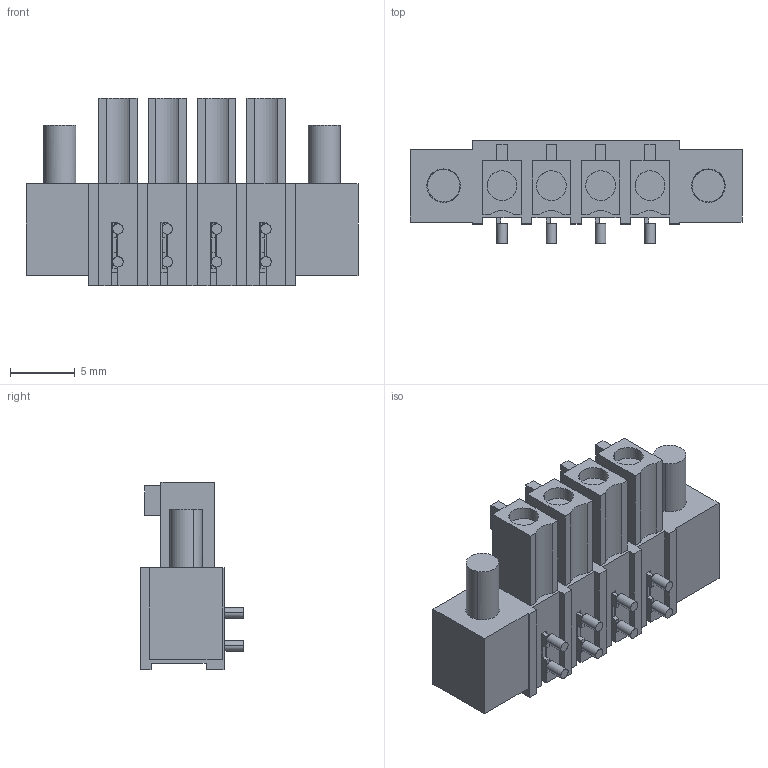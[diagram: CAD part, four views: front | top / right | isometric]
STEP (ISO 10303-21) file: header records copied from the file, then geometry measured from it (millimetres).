
FILE_DESCRIPTION(('CATIA V5 STEP Exchange'),'2;1');
FILE_NAME ('D1460883_0_1975710000_1975710000.stp','2016-11-26T10:07:28+00:00',('none'),('Weidmueller'),'CATIA Version 5-6 Release 2014','CATIA V5 STEP AP203','none');
FILE_SCHEMA(('CONFIG_CONTROL_DESIGN'));
Length unit declared in the file: millimetre
Products named in the file (1): 1975710000_S
Bounding box: 25.63 x 7.95 x 14.5 mm (x, y, z)
Volume: 1335.8 mm3; surface area: 1745.9 mm2
Topology: 7 solids, 7 shells, 286 faces, 731 edges, 483 vertices
Faces by surface type: plane 234, cylinder 52
Entity records: 8223 total; most frequent: CARTESIAN_POINT 1564, ORIENTED_EDGE 1462, DIRECTION 1139, EDGE_CURVE 731, VECTOR 603, LINE 603, VERTEX_POINT 483, AXIS2_PLACEMENT_3D 321
